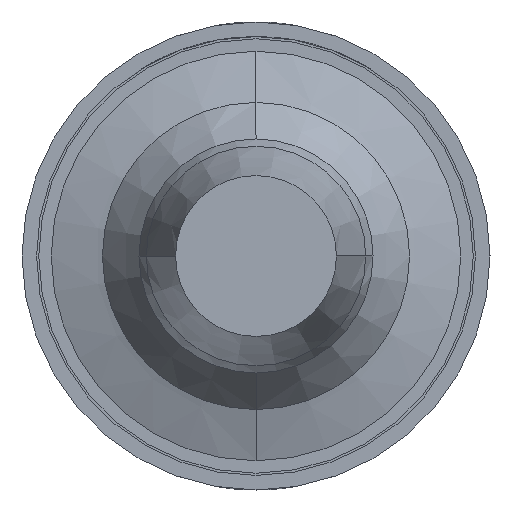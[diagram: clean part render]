
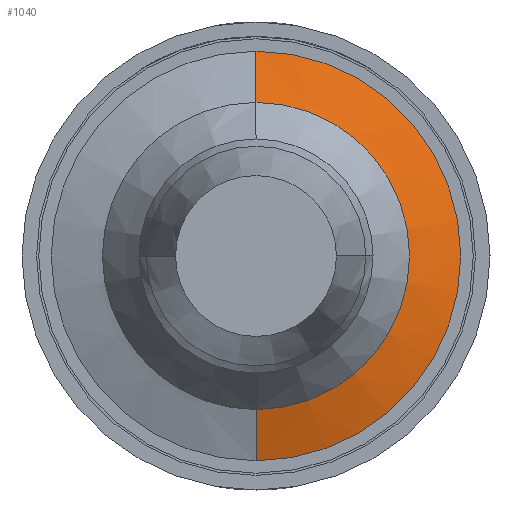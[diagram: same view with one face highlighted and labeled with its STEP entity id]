
A CAD part, front view. The second image highlights one B-rep face of the part: STEP entity #1040.
In plain terms, the highlighted conical face has half-angle 71.565 degrees and reference radius 0.8 mm.
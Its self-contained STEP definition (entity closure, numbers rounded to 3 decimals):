
#2 = CARTESIAN_POINT ( 'NONE',  ( 0., -9.3, 0. ) ) ;
#269 = EDGE_CURVE ( 'NONE', #6208, #1318, #3416, .T. ) ;
#331 = VERTEX_POINT ( 'NONE', #2139 ) ;
#372 = EDGE_CURVE ( 'NONE', #2106, #331, #2590, .T. ) ;
#862 = DIRECTION ( 'NONE',  ( 0., 0., -1. ) ) ;
#1040 = ADVANCED_FACE ( 'Defeature ausgef�hrt1_79', ( #7344 ), #6958, .T. ) ;
#1085 = CIRCLE ( 'NONE', #1285, 0.8 ) ;
#1285 = AXIS2_PLACEMENT_3D ( 'NONE', #2, #2051, #5660 ) ;
#1318 = VERTEX_POINT ( 'NONE', #4335 ) ;
#1443 = DIRECTION ( 'NONE',  ( 0., 1., 0. ) ) ;
#1642 = AXIS2_PLACEMENT_3D ( 'NONE', #4291, #1443, #3735 ) ;
#1724 = EDGE_CURVE ( 'Defeature ausgef�hrt1_79+Defeature ausgef�hrt1_78+Defeature ausgef�hrt1_78+Defeature ausgef�hrt1_78', #2106, #6208, #1085, .T. ) ;
#2007 = ORIENTED_EDGE ( 'NONE', *, *, #372, .F. ) ;
#2051 = DIRECTION ( 'NONE',  ( 0., 1., 0. ) ) ;
#2106 = VERTEX_POINT ( 'NONE', #3101 ) ;
#2139 = CARTESIAN_POINT ( 'NONE',  ( 0., -9.1, 1.4 ) ) ;
#2165 = CARTESIAN_POINT ( 'NONE',  ( 0., -9.3, 0.8 ) ) ;
#2590 = LINE ( 'NONE', #2165, #2867 ) ;
#2597 = CIRCLE ( 'NONE', #1642, 1.4 ) ;
#2740 = DIRECTION ( 'NONE',  ( 0., 0.316, -0.949 ) ) ;
#2803 = EDGE_CURVE ( 'Defeature ausgef�hrt1_80+Defeature ausgef�hrt1_79+Defeature ausgef�hrt1_79+Defeature ausgef�hrt1_79', #331, #1318, #2597, .T. ) ;
#2867 = VECTOR ( 'NONE', #6938, 1000. ) ;
#3083 = ORIENTED_EDGE ( 'NONE', *, *, #2803, .F. ) ;
#3101 = CARTESIAN_POINT ( 'NONE',  ( 0., -9.3, 0.8 ) ) ;
#3172 = CARTESIAN_POINT ( 'NONE',  ( 0., -9.3, -0.8 ) ) ;
#3222 = DIRECTION ( 'NONE',  ( 0., 1., 0. ) ) ;
#3416 = LINE ( 'NONE', #6366, #4235 ) ;
#3735 = DIRECTION ( 'NONE',  ( 0., 0., -1. ) ) ;
#4235 = VECTOR ( 'NONE', #2740, 1000. ) ;
#4291 = CARTESIAN_POINT ( 'NONE',  ( 0., -9.1, 0. ) ) ;
#4335 = CARTESIAN_POINT ( 'NONE',  ( 0., -9.1, -1.4 ) ) ;
#4715 = AXIS2_PLACEMENT_3D ( 'NONE', #6209, #3222, #862 ) ;
#4979 = ORIENTED_EDGE ( 'NONE', *, *, #1724, .T. ) ;
#5089 = ORIENTED_EDGE ( 'NONE', *, *, #269, .T. ) ;
#5392 = EDGE_LOOP ( 'NONE', ( #2007, #4979, #5089, #3083 ) ) ;
#5660 = DIRECTION ( 'NONE',  ( 0., 0., -1. ) ) ;
#6208 = VERTEX_POINT ( 'NONE', #3172 ) ;
#6209 = CARTESIAN_POINT ( 'NONE',  ( 0., -9.3, 0. ) ) ;
#6366 = CARTESIAN_POINT ( 'NONE',  ( 0., -9.3, -0.8 ) ) ;
#6938 = DIRECTION ( 'NONE',  ( 0., 0.316, 0.949 ) ) ;
#6958 = CONICAL_SURFACE ( 'NONE', #4715, 0.8, 1.249 ) ;
#7344 = FACE_OUTER_BOUND ( 'NONE', #5392, .T. ) ;
